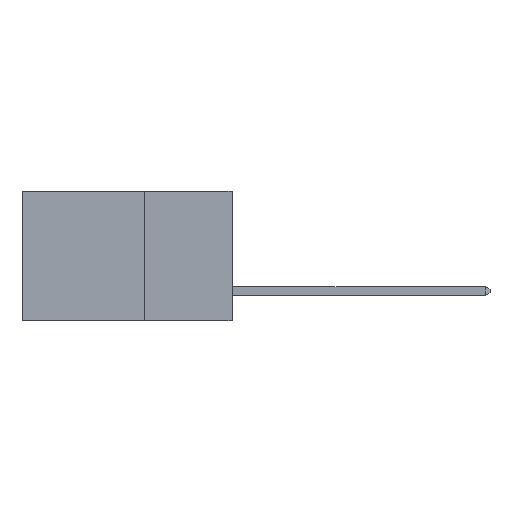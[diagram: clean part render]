
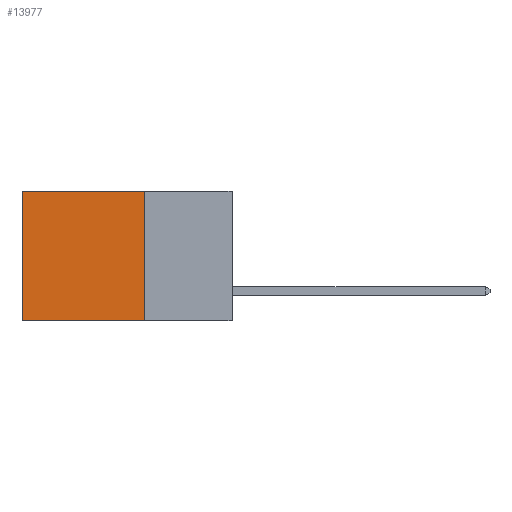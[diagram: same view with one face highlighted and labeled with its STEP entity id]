
A CAD part, left-side view. The second image highlights one B-rep face of the part: STEP entity #13977.
In plain terms, the highlighted planar face has unit normal (-1, 0, 0).
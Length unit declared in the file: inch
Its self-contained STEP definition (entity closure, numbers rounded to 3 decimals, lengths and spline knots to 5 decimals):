
#931 = ORIENTED_EDGE ( 'NONE', *, *, #18939, .F. ) ;
#2114 = VECTOR ( 'NONE', #30734, 39.37008 ) ;
#4391 = EDGE_CURVE ( 'NONE', #18060, #20652, #9838, .T. ) ;
#4440 = ORIENTED_EDGE ( 'NONE', *, *, #27427, .T. ) ;
#4678 = CARTESIAN_POINT ( 'NONE',  ( 0.2875, 0.25, -0.37 ) ) ;
#4866 = DIRECTION ( 'NONE',  ( 0., 0., -1. ) ) ;
#6259 = CARTESIAN_POINT ( 'NONE',  ( 0.2875, 0.25, 0. ) ) ;
#7242 = CARTESIAN_POINT ( 'NONE',  ( 0.2875, 0.6, -0.37 ) ) ;
#8895 = DIRECTION ( 'NONE',  ( 1., 0., 0. ) ) ;
#9101 = LINE ( 'NONE', #25644, #2114 ) ;
#9838 = LINE ( 'NONE', #22794, #23387 ) ;
#11980 = LINE ( 'NONE', #20589, #31479 ) ;
#12212 = AXIS2_PLACEMENT_3D ( 'NONE', #6259, #8895, #26762 ) ;
#13977 = ADVANCED_FACE ( 'NONE', ( #31885 ), #21616, .F. ) ;
#14939 = CARTESIAN_POINT ( 'NONE',  ( 0.2875, 0.6, 0. ) ) ;
#15434 = EDGE_CURVE ( 'NONE', #22191, #18763, #25414, .T. ) ;
#16812 = CARTESIAN_POINT ( 'NONE',  ( 0.2875, 0.6, 0. ) ) ;
#18060 = VERTEX_POINT ( 'NONE', #22261 ) ;
#18763 = VERTEX_POINT ( 'NONE', #7242 ) ;
#18939 = EDGE_CURVE ( 'NONE', #20652, #18763, #11980, .T. ) ;
#20589 = CARTESIAN_POINT ( 'NONE',  ( 0.2875, 0.25, -0.37 ) ) ;
#20652 = VERTEX_POINT ( 'NONE', #4678 ) ;
#21616 = PLANE ( 'NONE',  #12212 ) ;
#22191 = VERTEX_POINT ( 'NONE', #16812 ) ;
#22261 = CARTESIAN_POINT ( 'NONE',  ( 0.2875, 0.25, 0. ) ) ;
#22794 = CARTESIAN_POINT ( 'NONE',  ( 0.2875, 0.25, 0. ) ) ;
#23273 = DIRECTION ( 'NONE',  ( 0., 1., 0. ) ) ;
#23387 = VECTOR ( 'NONE', #4866, 39.37008 ) ;
#24703 = EDGE_LOOP ( 'NONE', ( #31928, #931, #25901, #4440 ) ) ;
#25414 = LINE ( 'NONE', #14939, #32170 ) ;
#25644 = CARTESIAN_POINT ( 'NONE',  ( 0.2875, 0.25, 0. ) ) ;
#25901 = ORIENTED_EDGE ( 'NONE', *, *, #4391, .F. ) ;
#26762 = DIRECTION ( 'NONE',  ( 0., 0., -1. ) ) ;
#27427 = EDGE_CURVE ( 'NONE', #18060, #22191, #9101, .T. ) ;
#30206 = DIRECTION ( 'NONE',  ( 0., 0., -1. ) ) ;
#30734 = DIRECTION ( 'NONE',  ( 0., 1., 0. ) ) ;
#31479 = VECTOR ( 'NONE', #23273, 39.37008 ) ;
#31885 = FACE_OUTER_BOUND ( 'NONE', #24703, .T. ) ;
#31928 = ORIENTED_EDGE ( 'NONE', *, *, #15434, .T. ) ;
#32170 = VECTOR ( 'NONE', #30206, 39.37008 ) ;
